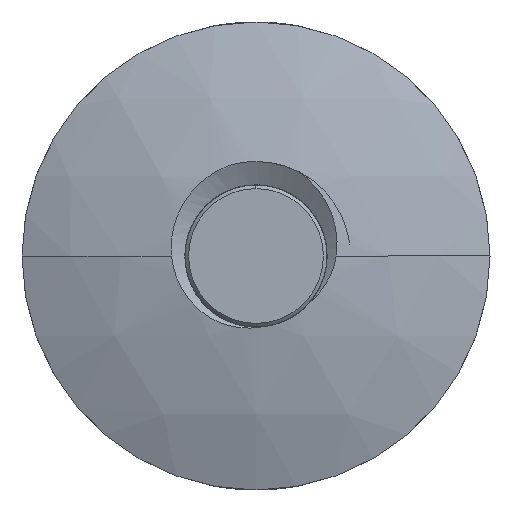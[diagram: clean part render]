
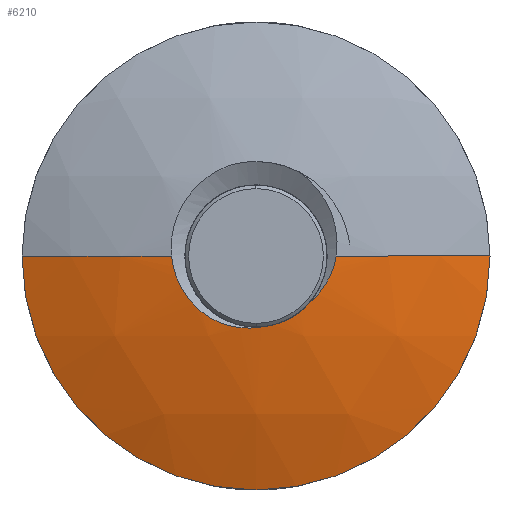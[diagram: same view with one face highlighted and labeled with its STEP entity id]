
A CAD part, left-side view. The second image highlights one B-rep face of the part: STEP entity #6210.
In plain terms, the highlighted spherical face has radius 13.68 mm.
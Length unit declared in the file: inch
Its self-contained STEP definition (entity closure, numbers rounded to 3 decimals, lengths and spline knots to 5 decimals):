
#50 = FACE_OUTER_BOUND ( 'NONE', #6918, .T. ) ;
#56 = SPHERICAL_SURFACE ( 'NONE', #5846, 0.53858 ) ;
#899 = CARTESIAN_POINT ( 'NONE',  ( -0.68395, -0.04679, -0.04023 ) ) ;
#916 = CARTESIAN_POINT ( 'NONE',  ( -0.68395, -0.00464, -0.06153 ) ) ;
#917 = CARTESIAN_POINT ( 'NONE',  ( -0.68383, 0.0046, -0.06329 ) ) ;
#918 = CARTESIAN_POINT ( 'NONE',  ( -0.68371, 0.0141, -0.06289 ) ) ;
#919 = CARTESIAN_POINT ( 'NONE',  ( -0.68352, 0.02762, -0.0594 ) ) ;
#920 = CARTESIAN_POINT ( 'NONE',  ( -0.68346, 0.03205, -0.05772 ) ) ;
#921 = CARTESIAN_POINT ( 'NONE',  ( -0.68333, 0.0403, -0.05354 ) ) ;
#922 = CARTESIAN_POINT ( 'NONE',  ( -0.68327, 0.04419, -0.05102 ) ) ;
#923 = CARTESIAN_POINT ( 'NONE',  ( -0.68316, 0.05146, -0.04509 ) ) ;
#924 = CARTESIAN_POINT ( 'NONE',  ( -0.6831, 0.05476, -0.04179 ) ) ;
#925 = CARTESIAN_POINT ( 'NONE',  ( -0.68298, 0.06063, -0.03462 ) ) ;
#926 = CARTESIAN_POINT ( 'NONE',  ( -0.68291, 0.06325, -0.0307 ) ) ;
#927 = CARTESIAN_POINT ( 'NONE',  ( -0.68279, 0.06762, -0.02245 ) ) ;
#928 = CARTESIAN_POINT ( 'NONE',  ( -0.68273, 0.06936, -0.01817 ) ) ;
#929 = CARTESIAN_POINT ( 'NONE',  ( -0.6826, 0.07201, -0.00928 ) ) ;
#930 = CARTESIAN_POINT ( 'NONE',  ( -0.68254, 0.0729, -0.00463 ) ) ;
#935 = CARTESIAN_POINT ( 'NONE',  ( -0.68249, 0.07332, 0. ) ) ;
#953 = DIRECTION ( 'NONE',  ( 0., 0., 1. ) ) ;
#954 = DIRECTION ( 'NONE',  ( -1., 0., 0. ) ) ;
#955 = CARTESIAN_POINT ( 'NONE',  ( -0.64773, 0., 0. ) ) ;
#2072 = CARTESIAN_POINT ( 'NONE',  ( -0.68395, -0.04679, -0.04023 ) ) ;
#2196 = CARTESIAN_POINT ( 'NONE',  ( -0.68249, 0.07332, 0. ) ) ;
#2224 = CARTESIAN_POINT ( 'NONE',  ( -0.64773, -0.20313, 0. ) ) ;
#2252 = CARTESIAN_POINT ( 'NONE',  ( -0.683, -0.0695, 0. ) ) ;
#2253 = CARTESIAN_POINT ( 'NONE',  ( -0.64773, 0.20312, 0. ) ) ;
#2258 = CARTESIAN_POINT ( 'NONE',  ( -0.64773, 0., -0.20313 ) ) ;
#2282 = CARTESIAN_POINT ( 'NONE',  ( -0.68395, -0.00464, -0.06153 ) ) ;
#4047 = ORIENTED_EDGE ( 'NONE', *, *, #4169, .F. ) ;
#4048 = ORIENTED_EDGE ( 'NONE', *, *, #4130, .F. ) ;
#4049 = ORIENTED_EDGE ( 'NONE', *, *, #4154, .F. ) ;
#4050 = ORIENTED_EDGE ( 'NONE', *, *, #4126, .F. ) ;
#4051 = ORIENTED_EDGE ( 'NONE', *, *, #4158, .T. ) ;
#4052 = ORIENTED_EDGE ( 'NONE', *, *, #4155, .T. ) ;
#4053 = ORIENTED_EDGE ( 'NONE', *, *, #4121, .T. ) ;
#4087 = CIRCLE ( 'NONE', #4249, 0.20313 ) ;
#4121 = EDGE_CURVE ( 'NONE', #5965, #5987, #4087, .T. ) ;
#4126 = EDGE_CURVE ( 'NONE', #5956, #6023, #6528, .T. ) ;
#4130 = EDGE_CURVE ( 'NONE', #6075, #5968, #6522, .T. ) ;
#4154 = EDGE_CURVE ( 'NONE', #6023, #6075, #6515, .T. ) ;
#4155 = EDGE_CURVE ( 'NONE', #5976, #5965, #6451, .T. ) ;
#4158 = EDGE_CURVE ( 'NONE', #5956, #5976, #6453, .T. ) ;
#4169 = EDGE_CURVE ( 'NONE', #5968, #5987, #6464, .T. ) ;
#4183 = AXIS2_PLACEMENT_3D ( 'NONE', #5285, #5284, #5283 ) ;
#4204 = AXIS2_PLACEMENT_3D ( 'NONE', #5223, #5221, #5220 ) ;
#4247 = AXIS2_PLACEMENT_3D ( 'NONE', #5270, #5269, #5268 ) ;
#4249 = AXIS2_PLACEMENT_3D ( 'NONE', #955, #954, #953 ) ;
#4549 = CARTESIAN_POINT ( 'NONE',  ( -0.683, -0.0695, 0. ) ) ;
#4555 = CARTESIAN_POINT ( 'NONE',  ( -0.68364, -0.05796, -0.02909 ) ) ;
#4561 = CARTESIAN_POINT ( 'NONE',  ( -0.6838, -0.0529, -0.03516 ) ) ;
#4593 = CARTESIAN_POINT ( 'NONE',  ( -0.68315, -0.06832, -0.0078 ) ) ;
#4595 = CARTESIAN_POINT ( 'NONE',  ( -0.68331, -0.06574, -0.01531 ) ) ;
#5220 = DIRECTION ( 'NONE',  ( 0., -1., 0. ) ) ;
#5221 = DIRECTION ( 'NONE',  ( 0., 0., 1. ) ) ;
#5223 = CARTESIAN_POINT ( 'NONE',  ( -0.14892, 0., 0. ) ) ;
#5268 = DIRECTION ( 'NONE',  ( -1., 0., 0. ) ) ;
#5269 = DIRECTION ( 'NONE',  ( 0., 0., -1. ) ) ;
#5270 = CARTESIAN_POINT ( 'NONE',  ( -0.14892, 0., 0. ) ) ;
#5283 = DIRECTION ( 'NONE',  ( 0., 0., 1. ) ) ;
#5284 = DIRECTION ( 'NONE',  ( -1., 0., 0. ) ) ;
#5285 = CARTESIAN_POINT ( 'NONE',  ( -0.64773, 0., 0. ) ) ;
#5286 = CARTESIAN_POINT ( 'NONE',  ( -0.68395, -0.04679, -0.04023 ) ) ;
#5287 = CARTESIAN_POINT ( 'NONE',  ( -0.68395, -0.04413, -0.04331 ) ) ;
#5288 = CARTESIAN_POINT ( 'NONE',  ( -0.68395, -0.04122, -0.04609 ) ) ;
#5289 = CARTESIAN_POINT ( 'NONE',  ( -0.68395, -0.03489, -0.05105 ) ) ;
#5291 = CARTESIAN_POINT ( 'NONE',  ( -0.68395, -0.03143, -0.05325 ) ) ;
#5292 = CARTESIAN_POINT ( 'NONE',  ( -0.68395, -0.02064, -0.0587 ) ) ;
#5293 = CARTESIAN_POINT ( 'NONE',  ( -0.68395, -0.01276, -0.06092 ) ) ;
#5303 = CARTESIAN_POINT ( 'NONE',  ( -0.68395, -0.00464, -0.06153 ) ) ;
#5613 = DIRECTION ( 'NONE',  ( 0., 0., 1. ) ) ;
#5695 = DIRECTION ( 'NONE',  ( 0., 1., 0. ) ) ;
#5714 = CARTESIAN_POINT ( 'NONE',  ( -0.14892, 0., 0. ) ) ;
#5846 = AXIS2_PLACEMENT_3D ( 'NONE', #5714, #5613, #5695 ) ;
#5956 = VERTEX_POINT ( 'NONE', #2196 ) ;
#5965 = VERTEX_POINT ( 'NONE', #2258 ) ;
#5968 = VERTEX_POINT ( 'NONE', #2252 ) ;
#5976 = VERTEX_POINT ( 'NONE', #2253 ) ;
#5987 = VERTEX_POINT ( 'NONE', #2224 ) ;
#6023 = VERTEX_POINT ( 'NONE', #2282 ) ;
#6075 = VERTEX_POINT ( 'NONE', #2072 ) ;
#6210 = ADVANCED_FACE ( 'NONE', ( #50 ), #56, .T. ) ;
#6451 = CIRCLE ( 'NONE', #4183, 0.20313 ) ;
#6453 = CIRCLE ( 'NONE', #4247, 0.53858 ) ;
#6464 = CIRCLE ( 'NONE', #4204, 0.53858 ) ;
#6515 = B_SPLINE_CURVE_WITH_KNOTS ( 'NONE', 3,
 ( #5303, #5293, #5292, #5291, #5289, #5288, #5287, #5286 ),
 .UNSPECIFIED., .F., .F.,
 ( 4, 2, 2, 4 ),
 ( 0., 0.00062, 0.00093, 0.00124 ),
 .UNSPECIFIED. ) ;
#6522 = B_SPLINE_CURVE_WITH_KNOTS ( 'NONE', 3,
 ( #899, #4561, #4555, #4595, #4593, #4549 ),
 .UNSPECIFIED., .F., .F.,
 ( 4, 2, 4 ),
 ( 0., 0.0006, 0.00119 ),
 .UNSPECIFIED. ) ;
#6528 = B_SPLINE_CURVE_WITH_KNOTS ( 'NONE', 3,
 ( #935, #930, #929, #928, #927, #926, #925, #924, #923, #922, #921, #920, #919, #918, #917, #916 ),
 .UNSPECIFIED., .F., .F.,
 ( 4, 2, 2, 2, 2, 2, 2, 4 ),
 ( 0.00249, 0.00284, 0.0032, 0.00355, 0.0039, 0.00425, 0.00461, 0.00531 ),
 .UNSPECIFIED. ) ;
#6918 = EDGE_LOOP ( 'NONE', ( #4047, #4048, #4049, #4050, #4051, #4052, #4053 ) ) ;
